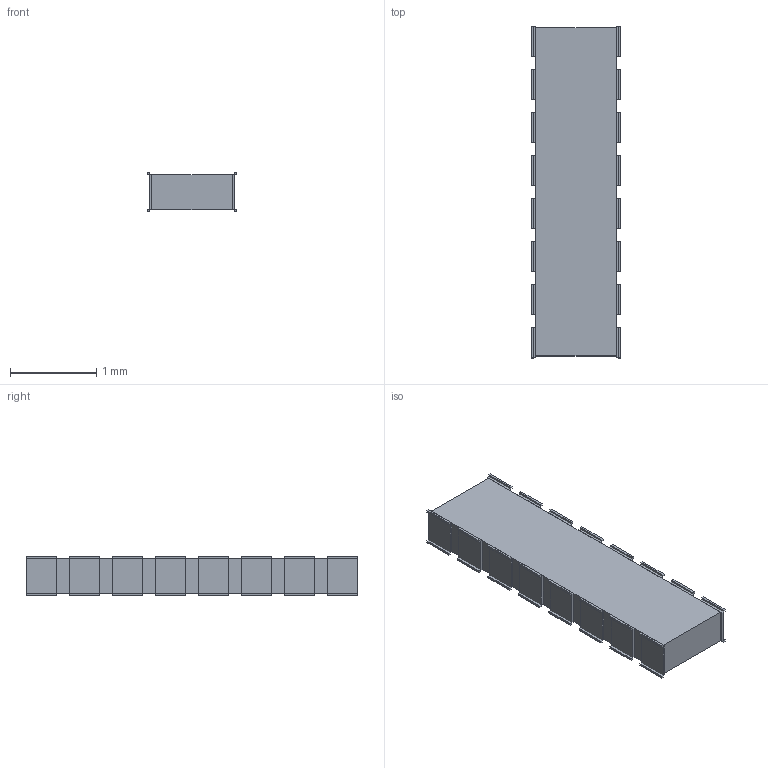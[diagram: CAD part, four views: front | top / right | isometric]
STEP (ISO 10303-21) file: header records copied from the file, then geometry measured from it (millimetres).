
FILE_DESCRIPTION(('STEP AP214'),'1');
FILE_NAME('EXB2HV_PAN','2020-09-08T02:24:23',(''),(''),'','','');
FILE_SCHEMA(('AUTOMOTIVE_DESIGN'));
Length unit declared in the file: millimetre
Products named in the file (1): product
Bounding box: 1.04 x 3.86 x 0.46 mm (x, y, z)
Volume: 1.5 mm3; surface area: 17.5 mm2
Topology: 17 solids, 17 shells, 230 faces, 524 edges, 328 vertices
Faces by surface type: plane 230
Entity records: 4489 total; most frequent: ORIENTED_EDGE 792, DIRECTION 730, CARTESIAN_POINT 431, EDGE_CURVE 396, LINE 396, VECTOR 396, VERTEX_POINT 264, AXIS2_PLACEMENT_3D 167
